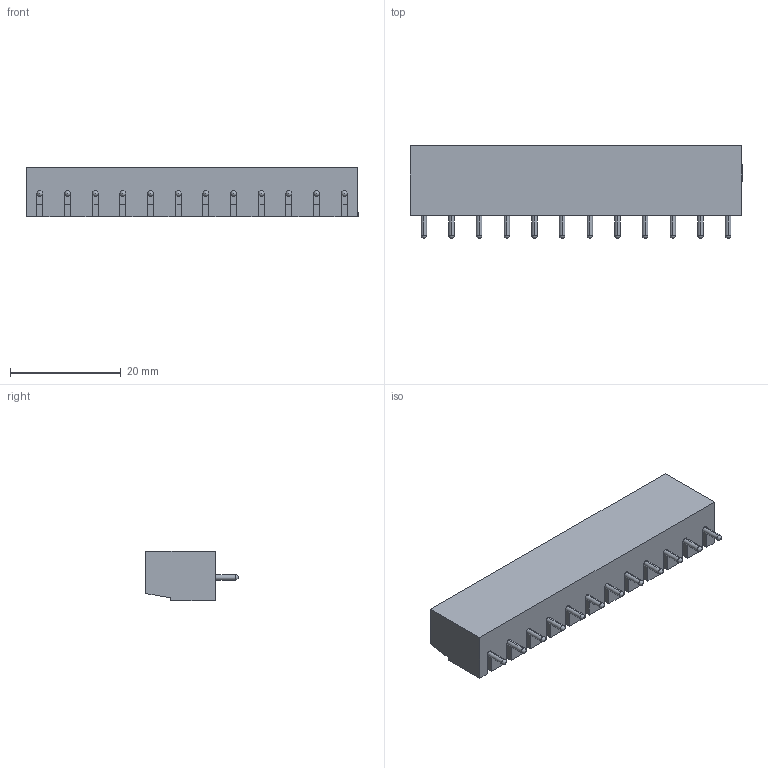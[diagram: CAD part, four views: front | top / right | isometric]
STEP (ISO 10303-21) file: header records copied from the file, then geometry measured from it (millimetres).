
FILE_DESCRIPTION (( 'STEP AP203' ), '1' );
FILE_NAME ('CTB1202,12BK.STEP', '2012-10-25T15:36:15', ( 'user' ), ( '' ), 'SwSTEP 2.0', 'SolidWorks 2012', '' );
FILE_SCHEMA (( 'CONFIG_CONTROL_DESIGN' ));
Length unit declared in the file: millimetre
Products named in the file (1): CTB1202,12BK
Bounding box: 60 x 16.7 x 9.02 mm (x, y, z)
Volume: 5227.1 mm3; surface area: 7503.6 mm2
Topology: 25 solids, 25 shells, 728 faces, 1854 edges, 1176 vertices
Faces by surface type: plane 392, cylinder 180, cone 72, torus 48, sphere 36
Entity records: 22499 total; most frequent: CARTESIAN_POINT 4563, DIRECTION 3948, ORIENTED_EDGE 3588, EDGE_CURVE 1794, AXIS2_PLACEMENT_3D 1545, VERTEX_POINT 1152, LINE 858, VECTOR 858
